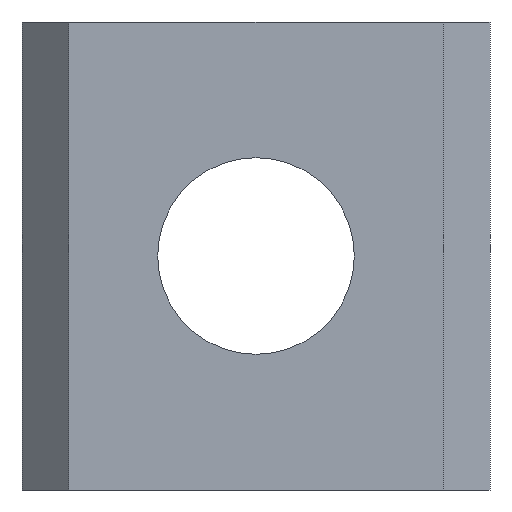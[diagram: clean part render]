
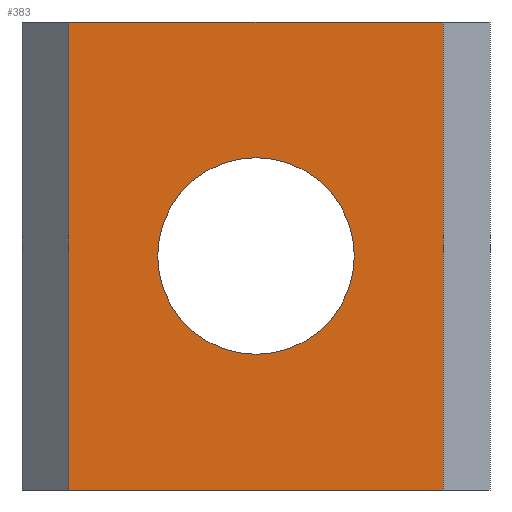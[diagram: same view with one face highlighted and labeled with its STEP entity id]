
A CAD part, front view. The second image highlights one B-rep face of the part: STEP entity #383.
In plain terms, the highlighted planar face has unit normal (0, -1, 0).
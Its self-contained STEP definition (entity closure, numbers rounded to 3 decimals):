
#7 = CARTESIAN_POINT ( 'NONE',  ( 4., 0., 10. ) ) ;
#15 = AXIS2_PLACEMENT_3D ( 'NONE', #43, #201, #357 ) ;
#30 = VERTEX_POINT ( 'NONE', #422 ) ;
#41 = PLANE ( 'NONE',  #15 ) ;
#43 = CARTESIAN_POINT ( 'NONE',  ( -4., 0., 10. ) ) ;
#47 = CARTESIAN_POINT ( 'NONE',  ( -4., 0., 0. ) ) ;
#49 = CARTESIAN_POINT ( 'NONE',  ( -4., 0., 10. ) ) ;
#51 = DIRECTION ( 'NONE',  ( 1., 0., 0. ) ) ;
#69 = ORIENTED_EDGE ( 'NONE', *, *, #148, .T. ) ;
#88 = LINE ( 'NONE', #47, #333 ) ;
#103 = EDGE_CURVE ( 'NONE', #184, #342, #150, .T. ) ;
#125 = EDGE_CURVE ( 'NONE', #256, #298, #403, .T. ) ;
#128 = CARTESIAN_POINT ( 'NONE',  ( 4., 0., 10. ) ) ;
#138 = DIRECTION ( 'NONE',  ( 0., 1., 0. ) ) ;
#144 = CIRCLE ( 'NONE', #162, 2.1 ) ;
#146 = ORIENTED_EDGE ( 'NONE', *, *, #331, .T. ) ;
#148 = EDGE_CURVE ( 'NONE', #298, #256, #144, .T. ) ;
#150 = LINE ( 'NONE', #213, #429 ) ;
#162 = AXIS2_PLACEMENT_3D ( 'NONE', #267, #138, #420 ) ;
#184 = VERTEX_POINT ( 'NONE', #49 ) ;
#191 = EDGE_LOOP ( 'NONE', ( #226, #69 ) ) ;
#201 = DIRECTION ( 'NONE',  ( 0., 1., 0. ) ) ;
#205 = CARTESIAN_POINT ( 'NONE',  ( 0., 0., 7.1 ) ) ;
#213 = CARTESIAN_POINT ( 'NONE',  ( -4., 0., 10. ) ) ;
#226 = ORIENTED_EDGE ( 'NONE', *, *, #125, .T. ) ;
#237 = LINE ( 'NONE', #442, #285 ) ;
#240 = LINE ( 'NONE', #128, #384 ) ;
#249 = ORIENTED_EDGE ( 'NONE', *, *, #284, .T. ) ;
#250 = EDGE_CURVE ( 'NONE', #342, #417, #240, .T. ) ;
#253 = DIRECTION ( 'NONE',  ( 0., 0., 1. ) ) ;
#256 = VERTEX_POINT ( 'NONE', #205 ) ;
#267 = CARTESIAN_POINT ( 'NONE',  ( 0., 0., 5. ) ) ;
#279 = DIRECTION ( 'NONE',  ( 0., 0., -1. ) ) ;
#284 = EDGE_CURVE ( 'NONE', #184, #30, #237, .T. ) ;
#285 = VECTOR ( 'NONE', #279, 1000. ) ;
#298 = VERTEX_POINT ( 'NONE', #436 ) ;
#310 = ORIENTED_EDGE ( 'NONE', *, *, #103, .F. ) ;
#331 = EDGE_CURVE ( 'NONE', #30, #417, #88, .T. ) ;
#333 = VECTOR ( 'NONE', #51, 1000. ) ;
#342 = VERTEX_POINT ( 'NONE', #7 ) ;
#344 = DIRECTION ( 'NONE',  ( 0., 1., 0. ) ) ;
#345 = ORIENTED_EDGE ( 'NONE', *, *, #250, .F. ) ;
#356 = FACE_OUTER_BOUND ( 'NONE', #368, .T. ) ;
#357 = DIRECTION ( 'NONE',  ( 0., 0., 1. ) ) ;
#368 = EDGE_LOOP ( 'NONE', ( #146, #345, #310, #249 ) ) ;
#378 = DIRECTION ( 'NONE',  ( 1., 0., 0. ) ) ;
#383 = ADVANCED_FACE ( 'NONE', ( #434, #356 ), #41, .F. ) ;
#384 = VECTOR ( 'NONE', #396, 1000. ) ;
#388 = CARTESIAN_POINT ( 'NONE',  ( 4., 0., 0. ) ) ;
#396 = DIRECTION ( 'NONE',  ( 0., 0., -1. ) ) ;
#403 = CIRCLE ( 'NONE', #484, 2.1 ) ;
#417 = VERTEX_POINT ( 'NONE', #388 ) ;
#420 = DIRECTION ( 'NONE',  ( 0., 0., 1. ) ) ;
#422 = CARTESIAN_POINT ( 'NONE',  ( -4., 0., 0. ) ) ;
#429 = VECTOR ( 'NONE', #378, 1000. ) ;
#434 = FACE_BOUND ( 'NONE', #191, .T. ) ;
#436 = CARTESIAN_POINT ( 'NONE',  ( 0., 0., 2.9 ) ) ;
#442 = CARTESIAN_POINT ( 'NONE',  ( -4., 0., 10. ) ) ;
#466 = CARTESIAN_POINT ( 'NONE',  ( 0., 0., 5. ) ) ;
#484 = AXIS2_PLACEMENT_3D ( 'NONE', #466, #344, #253 ) ;
